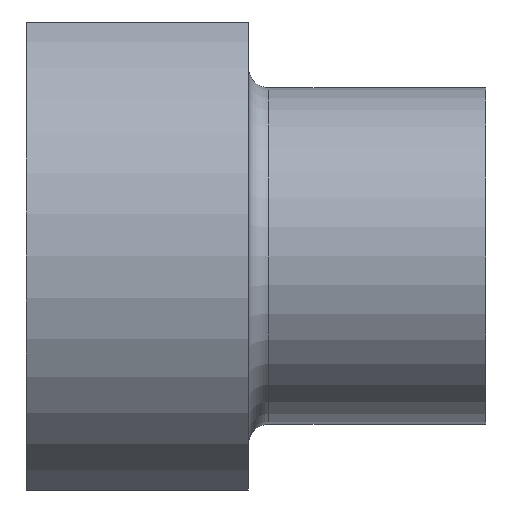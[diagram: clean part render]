
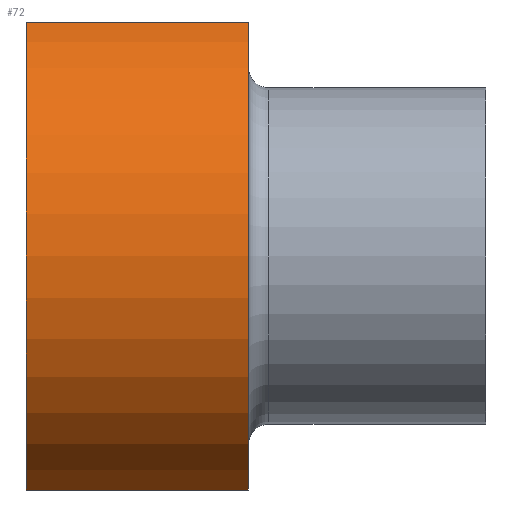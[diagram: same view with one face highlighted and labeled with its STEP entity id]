
A CAD part, left-side view. The second image highlights one B-rep face of the part: STEP entity #72.
In plain terms, the highlighted cylindrical face has radius 38.1 mm (diameter 76.2 mm), a partial arc.
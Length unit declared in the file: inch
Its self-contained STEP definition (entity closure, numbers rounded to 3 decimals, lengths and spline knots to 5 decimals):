
#43 = DIRECTION ( 'NONE',  ( 0., -1., 0. ) ) ;
#47 = EDGE_CURVE ( 'NONE', #83, #177, #265, .T. ) ;
#59 = EDGE_LOOP ( 'NONE', ( #88, #289, #297, #74 ) ) ;
#68 = AXIS2_PLACEMENT_3D ( 'NONE', #229, #136, #166 ) ;
#72 = ADVANCED_FACE ( 'NONE', ( #256 ), #267, .T. ) ;
#74 = ORIENTED_EDGE ( 'NONE', *, *, #371, .T. ) ;
#83 = VERTEX_POINT ( 'NONE', #250 ) ;
#88 = ORIENTED_EDGE ( 'NONE', *, *, #357, .F. ) ;
#107 = LINE ( 'NONE', #294, #280 ) ;
#129 = VERTEX_POINT ( 'NONE', #140 ) ;
#136 = DIRECTION ( 'NONE',  ( 0., -1., 0. ) ) ;
#140 = CARTESIAN_POINT ( 'NONE',  ( -0.61082, -0.28, 1.37 ) ) ;
#156 = CARTESIAN_POINT ( 'NONE',  ( 0., 1.02, 0. ) ) ;
#158 = DIRECTION ( 'NONE',  ( 0., 1., 0. ) ) ;
#162 = CARTESIAN_POINT ( 'NONE',  ( -0.61082, 0.94, -1.37 ) ) ;
#163 = CIRCLE ( 'NONE', #257, 1.5 ) ;
#164 = EDGE_CURVE ( 'NONE', #129, #177, #107, .T. ) ;
#166 = DIRECTION ( 'NONE',  ( 0., 0., -1. ) ) ;
#175 = DIRECTION ( 'NONE',  ( 0., 0., 1. ) ) ;
#176 = CARTESIAN_POINT ( 'NONE',  ( 0., -0.28, 0. ) ) ;
#177 = VERTEX_POINT ( 'NONE', #283 ) ;
#207 = VECTOR ( 'NONE', #43, 39.37008 ) ;
#208 = VERTEX_POINT ( 'NONE', #329 ) ;
#217 = DIRECTION ( 'NONE',  ( 0., 0., -1. ) ) ;
#229 = CARTESIAN_POINT ( 'NONE',  ( 0., 0.94, 0. ) ) ;
#231 = DIRECTION ( 'NONE',  ( 0., -1., 0. ) ) ;
#250 = CARTESIAN_POINT ( 'NONE',  ( -0.61082, 1.02, -1.37 ) ) ;
#256 = FACE_OUTER_BOUND ( 'NONE', #59, .T. ) ;
#257 = AXIS2_PLACEMENT_3D ( 'NONE', #176, #231, #217 ) ;
#265 = CIRCLE ( 'NONE', #266, 1.5 ) ;
#266 = AXIS2_PLACEMENT_3D ( 'NONE', #156, #158, #175 ) ;
#267 = CYLINDRICAL_SURFACE ( 'NONE', #68, 1.5 ) ;
#280 = VECTOR ( 'NONE', #338, 39.37008 ) ;
#283 = CARTESIAN_POINT ( 'NONE',  ( -0.61082, 1.02, 1.37 ) ) ;
#289 = ORIENTED_EDGE ( 'NONE', *, *, #164, .T. ) ;
#294 = CARTESIAN_POINT ( 'NONE',  ( -0.61082, 0.94, 1.37 ) ) ;
#297 = ORIENTED_EDGE ( 'NONE', *, *, #47, .F. ) ;
#329 = CARTESIAN_POINT ( 'NONE',  ( -0.61082, -0.28, -1.37 ) ) ;
#338 = DIRECTION ( 'NONE',  ( 0., 1., 0. ) ) ;
#357 = EDGE_CURVE ( 'NONE', #129, #208, #163, .T. ) ;
#364 = LINE ( 'NONE', #162, #207 ) ;
#371 = EDGE_CURVE ( 'NONE', #83, #208, #364, .T. ) ;
